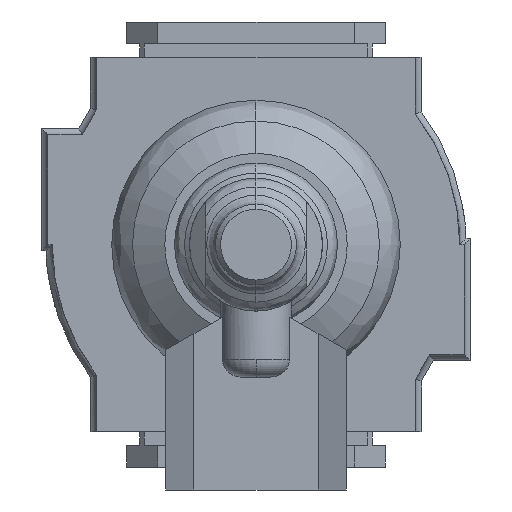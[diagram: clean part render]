
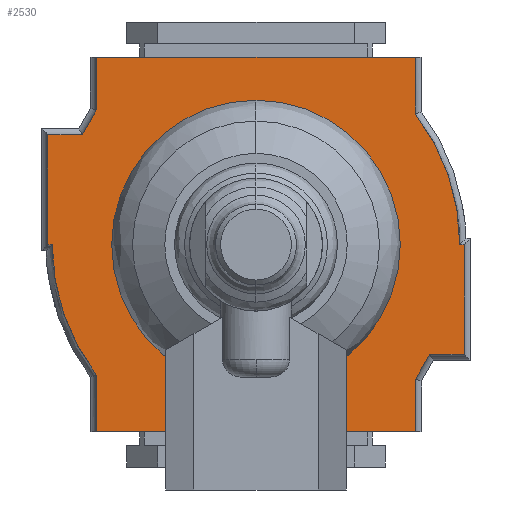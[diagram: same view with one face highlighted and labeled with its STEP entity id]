
A CAD part, front view. The second image highlights one B-rep face of the part: STEP entity #2530.
In plain terms, the highlighted face is planar.
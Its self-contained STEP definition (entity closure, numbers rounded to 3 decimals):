
#29 = EDGE_CURVE ( 'NONE', #11378, #9552, #12469, .T. ) ;
#536 = CARTESIAN_POINT ( 'NONE',  ( -23.5, 30.9, 0. ) ) ;
#595 = VERTEX_POINT ( 'NONE', #3640 ) ;
#650 = ORIENTED_EDGE ( 'NONE', *, *, #6676, .F. ) ;
#925 = CARTESIAN_POINT ( 'NONE',  ( -23.5, 30.9, 0. ) ) ;
#930 = VERTEX_POINT ( 'NONE', #10010 ) ;
#935 = ORIENTED_EDGE ( 'NONE', *, *, #13606, .F. ) ;
#1000 = DIRECTION ( 'NONE',  ( 0., 0., 1. ) ) ;
#1104 = ORIENTED_EDGE ( 'NONE', *, *, #3898, .F. ) ;
#1107 = CARTESIAN_POINT ( 'NONE',  ( 23.5, 30.9, 0. ) ) ;
#1135 = CARTESIAN_POINT ( 'NONE',  ( -18., 30.9, -21.125 ) ) ;
#1351 = LINE ( 'NONE', #10893, #13436 ) ;
#1357 = LINE ( 'NONE', #10771, #9854 ) ;
#1421 = VECTOR ( 'NONE', #6758, 1000. ) ;
#1484 = ORIENTED_EDGE ( 'NONE', *, *, #3740, .F. ) ;
#1664 = VERTEX_POINT ( 'NONE', #7629 ) ;
#1719 = ORIENTED_EDGE ( 'NONE', *, *, #7824, .F. ) ;
#2007 = EDGE_CURVE ( 'NONE', #12065, #595, #1357, .T. ) ;
#2018 = VECTOR ( 'NONE', #3839, 1000. ) ;
#2019 = VECTOR ( 'NONE', #5398, 1000. ) ;
#2305 = ORIENTED_EDGE ( 'NONE', *, *, #10015, .F. ) ;
#2377 = LINE ( 'NONE', #3285, #2019 ) ;
#2434 = CIRCLE ( 'NONE', #10717, 24.2 ) ;
#2468 = CARTESIAN_POINT ( 'NONE',  ( 23.5, 30.9, 12.4 ) ) ;
#2502 = VECTOR ( 'NONE', #1000, 1000. ) ;
#2530 = ADVANCED_FACE ( 'NONE', ( #9561 ), #3068, .T. ) ;
#2668 = LINE ( 'NONE', #536, #2018 ) ;
#2697 = VECTOR ( 'NONE', #5151, 1000. ) ;
#2784 = VERTEX_POINT ( 'NONE', #4157 ) ;
#2877 = CARTESIAN_POINT ( 'NONE',  ( -1.2, 30.9, 0. ) ) ;
#2908 = CARTESIAN_POINT ( 'NONE',  ( -18., 30.9, -15.2 ) ) ;
#3051 = LINE ( 'NONE', #7322, #2697 ) ;
#3068 = PLANE ( 'NONE',  #12677 ) ;
#3144 = CARTESIAN_POINT ( 'NONE',  ( -18., 30.9, 21.125 ) ) ;
#3158 = AXIS2_PLACEMENT_3D ( 'NONE', #2877, #12720, #11425 ) ;
#3194 = ORIENTED_EDGE ( 'NONE', *, *, #12861, .F. ) ;
#3242 = LINE ( 'NONE', #1135, #1421 ) ;
#3246 = LINE ( 'NONE', #7464, #10104 ) ;
#3263 = CARTESIAN_POINT ( 'NONE',  ( 0., 30.9, 0. ) ) ;
#3285 = CARTESIAN_POINT ( 'NONE',  ( 19.6, 30.9, 12.4 ) ) ;
#3335 = LINE ( 'NONE', #5248, #5125 ) ;
#3398 = DIRECTION ( 'NONE',  ( 1., 0., 0. ) ) ;
#3640 = CARTESIAN_POINT ( 'NONE',  ( -19.6, 30.9, -12.4 ) ) ;
#3740 = EDGE_CURVE ( 'NONE', #595, #11378, #3051, .T. ) ;
#3839 = DIRECTION ( 'NONE',  ( 0., 0., -1. ) ) ;
#3898 = EDGE_CURVE ( 'NONE', #9552, #5847, #3242, .T. ) ;
#4007 = ORIENTED_EDGE ( 'NONE', *, *, #12579, .F. ) ;
#4157 = CARTESIAN_POINT ( 'NONE',  ( 18., 30.9, 15.2 ) ) ;
#4161 = CARTESIAN_POINT ( 'NONE',  ( -18., 30.9, 14.731 ) ) ;
#4235 = VERTEX_POINT ( 'NONE', #4341 ) ;
#4248 = ORIENTED_EDGE ( 'NONE', *, *, #6207, .F. ) ;
#4341 = CARTESIAN_POINT ( 'NONE',  ( 18., 30.9, 21.125 ) ) ;
#4362 = VERTEX_POINT ( 'NONE', #5881 ) ;
#4373 = DIRECTION ( 'NONE',  ( 0., 1., 0. ) ) ;
#4460 = CARTESIAN_POINT ( 'NONE',  ( -18., 30.9, -15.2 ) ) ;
#4625 = ORIENTED_EDGE ( 'NONE', *, *, #4750, .F. ) ;
#4750 = EDGE_CURVE ( 'NONE', #13292, #930, #6059, .T. ) ;
#4809 = CARTESIAN_POINT ( 'NONE',  ( 18., 30.9, -14.731 ) ) ;
#5125 = VECTOR ( 'NONE', #9509, 1000. ) ;
#5151 = DIRECTION ( 'NONE',  ( 0.496, 0., -0.868 ) ) ;
#5248 = CARTESIAN_POINT ( 'NONE',  ( 18., 30.9, 21.125 ) ) ;
#5368 = DIRECTION ( 'NONE',  ( 0., 0., 1. ) ) ;
#5398 = DIRECTION ( 'NONE',  ( -0.496, 0., 0.868 ) ) ;
#5570 = DIRECTION ( 'NONE',  ( 1., 0., 0. ) ) ;
#5599 = DIRECTION ( 'NONE',  ( 0., 0., 1. ) ) ;
#5611 = CIRCLE ( 'NONE', #3158, 24.2 ) ;
#5705 = VERTEX_POINT ( 'NONE', #925 ) ;
#5847 = VERTEX_POINT ( 'NONE', #11864 ) ;
#5881 = CARTESIAN_POINT ( 'NONE',  ( -18., 30.9, 21.125 ) ) ;
#6059 = LINE ( 'NONE', #8993, #7377 ) ;
#6181 = ORIENTED_EDGE ( 'NONE', *, *, #12952, .F. ) ;
#6207 = EDGE_CURVE ( 'NONE', #11470, #13046, #5611, .T. ) ;
#6588 = CARTESIAN_POINT ( 'NONE',  ( 18., 30.9, -21.125 ) ) ;
#6676 = EDGE_CURVE ( 'NONE', #1664, #5705, #3246, .T. ) ;
#6758 = DIRECTION ( 'NONE',  ( 1., 0., 0. ) ) ;
#6775 = VERTEX_POINT ( 'NONE', #4161 ) ;
#7168 = CARTESIAN_POINT ( 'NONE',  ( -18., 30.9, -21.125 ) ) ;
#7322 = CARTESIAN_POINT ( 'NONE',  ( -19.6, 30.9, -12.4 ) ) ;
#7372 = DIRECTION ( 'NONE',  ( 0., 0., -1. ) ) ;
#7377 = VECTOR ( 'NONE', #10265, 1000. ) ;
#7424 = DIRECTION ( 'NONE',  ( 0., 0., -1. ) ) ;
#7464 = CARTESIAN_POINT ( 'NONE',  ( -23., 30.9, 0. ) ) ;
#7514 = DIRECTION ( 'NONE',  ( 0., -1., 0. ) ) ;
#7522 = DIRECTION ( 'NONE',  ( -1., 0., 0. ) ) ;
#7529 = LINE ( 'NONE', #11683, #2502 ) ;
#7629 = CARTESIAN_POINT ( 'NONE',  ( -23., 30.9, 0. ) ) ;
#7824 = EDGE_CURVE ( 'NONE', #5705, #12065, #2668, .T. ) ;
#7913 = LINE ( 'NONE', #6588, #8264 ) ;
#7944 = CARTESIAN_POINT ( 'NONE',  ( 23., 30.9, 0. ) ) ;
#8054 = VECTOR ( 'NONE', #7424, 1000. ) ;
#8149 = VERTEX_POINT ( 'NONE', #9008 ) ;
#8218 = CARTESIAN_POINT ( 'NONE',  ( -23.5, 30.9, -12.4 ) ) ;
#8220 = LINE ( 'NONE', #3144, #8054 ) ;
#8264 = VECTOR ( 'NONE', #5599, 1000. ) ;
#8384 = ORIENTED_EDGE ( 'NONE', *, *, #8768, .F. ) ;
#8525 = ORIENTED_EDGE ( 'NONE', *, *, #29, .F. ) ;
#8556 = DIRECTION ( 'NONE',  ( 0., 0., 1. ) ) ;
#8624 = CARTESIAN_POINT ( 'NONE',  ( 1.2, 30.9, 0. ) ) ;
#8768 = EDGE_CURVE ( 'NONE', #4362, #6775, #8220, .T. ) ;
#8993 = CARTESIAN_POINT ( 'NONE',  ( 23.5, 30.9, 12.4 ) ) ;
#9008 = CARTESIAN_POINT ( 'NONE',  ( 23.5, 30.9, 0. ) ) ;
#9178 = ORIENTED_EDGE ( 'NONE', *, *, #13558, .F. ) ;
#9309 = ORIENTED_EDGE ( 'NONE', *, *, #2007, .F. ) ;
#9509 = DIRECTION ( 'NONE',  ( -1., 0., 0. ) ) ;
#9552 = VERTEX_POINT ( 'NONE', #7168 ) ;
#9561 = FACE_OUTER_BOUND ( 'NONE', #10596, .T. ) ;
#9668 = LINE ( 'NONE', #1107, #10076 ) ;
#9854 = VECTOR ( 'NONE', #5570, 1000. ) ;
#10010 = CARTESIAN_POINT ( 'NONE',  ( 19.6, 30.9, 12.4 ) ) ;
#10015 = EDGE_CURVE ( 'NONE', #5847, #11470, #7913, .T. ) ;
#10076 = VECTOR ( 'NONE', #8556, 1000. ) ;
#10104 = VECTOR ( 'NONE', #7522, 1000. ) ;
#10265 = DIRECTION ( 'NONE',  ( -1., 0., 0. ) ) ;
#10540 = EDGE_CURVE ( 'NONE', #6775, #1664, #2434, .T. ) ;
#10596 = EDGE_LOOP ( 'NONE', ( #6181, #4248, #2305, #1104, #8525, #1484, #9309, #1719, #650, #10634, #8384, #4007, #3194, #935, #4625, #9178 ) ) ;
#10634 = ORIENTED_EDGE ( 'NONE', *, *, #10540, .F. ) ;
#10717 = AXIS2_PLACEMENT_3D ( 'NONE', #8624, #7514, #11729 ) ;
#10771 = CARTESIAN_POINT ( 'NONE',  ( -23.5, 30.9, -12.4 ) ) ;
#10893 = CARTESIAN_POINT ( 'NONE',  ( 23., 30.9, 0. ) ) ;
#11378 = VERTEX_POINT ( 'NONE', #4460 ) ;
#11425 = DIRECTION ( 'NONE',  ( 1., 0., 0. ) ) ;
#11470 = VERTEX_POINT ( 'NONE', #4809 ) ;
#11683 = CARTESIAN_POINT ( 'NONE',  ( 18., 30.9, 15.2 ) ) ;
#11724 = VECTOR ( 'NONE', #7372, 1000. ) ;
#11729 = DIRECTION ( 'NONE',  ( -1., 0., 0. ) ) ;
#11864 = CARTESIAN_POINT ( 'NONE',  ( 18., 30.9, -21.125 ) ) ;
#12065 = VERTEX_POINT ( 'NONE', #8218 ) ;
#12469 = LINE ( 'NONE', #2908, #11724 ) ;
#12579 = EDGE_CURVE ( 'NONE', #4235, #4362, #3335, .T. ) ;
#12677 = AXIS2_PLACEMENT_3D ( 'NONE', #3263, #4373, #5368 ) ;
#12720 = DIRECTION ( 'NONE',  ( 0., -1., 0. ) ) ;
#12861 = EDGE_CURVE ( 'NONE', #2784, #4235, #7529, .T. ) ;
#12952 = EDGE_CURVE ( 'NONE', #13046, #8149, #1351, .T. ) ;
#13046 = VERTEX_POINT ( 'NONE', #7944 ) ;
#13292 = VERTEX_POINT ( 'NONE', #2468 ) ;
#13436 = VECTOR ( 'NONE', #3398, 1000. ) ;
#13558 = EDGE_CURVE ( 'NONE', #8149, #13292, #9668, .T. ) ;
#13606 = EDGE_CURVE ( 'NONE', #930, #2784, #2377, .T. ) ;
